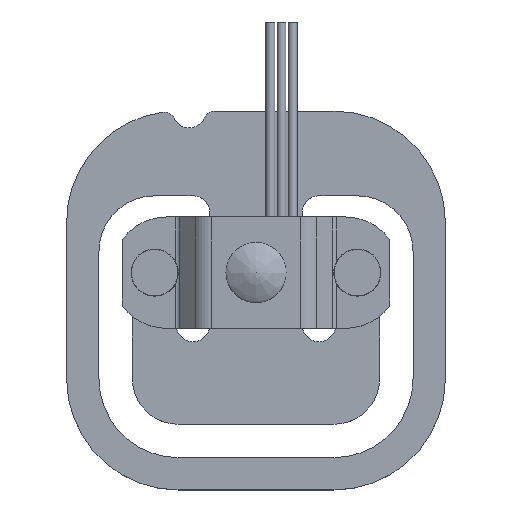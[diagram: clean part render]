
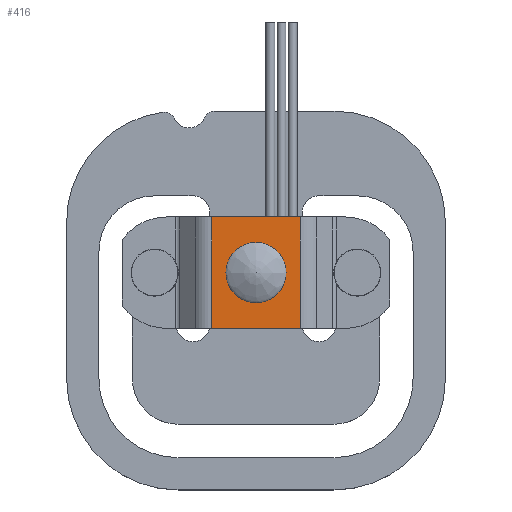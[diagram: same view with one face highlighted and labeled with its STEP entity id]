
A CAD part, top view. The second image highlights one B-rep face of the part: STEP entity #416.
In plain terms, the highlighted face is planar.
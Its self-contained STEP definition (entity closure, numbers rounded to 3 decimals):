
#416=ADVANCED_FACE('',(#797,#798),#799,.F.);
#797=FACE_BOUND('',#1201,.T.);
#798=FACE_OUTER_BOUND('',#1202,.T.);
#799=PLANE('',#1203);
#1201=EDGE_LOOP('',(#2119));
#1202=EDGE_LOOP('',(#2120,#2121,#2122,#2123));
#1203=AXIS2_PLACEMENT_3D('',#2124,#2125,#2126);
#2119=ORIENTED_EDGE('',*,*,#2747,.T.);
#2120=ORIENTED_EDGE('',*,*,#2748,.T.);
#2121=ORIENTED_EDGE('',*,*,#2745,.F.);
#2122=ORIENTED_EDGE('',*,*,#2749,.F.);
#2123=ORIENTED_EDGE('',*,*,#2750,.T.);
#2124=CARTESIAN_POINT('',(0.0,-4.0,5.0));
#2125=DIRECTION('',(0.,1.0,0.0));
#2126=DIRECTION('',(-1.0,0.,0.0));
#2745=EDGE_CURVE('',#3312,#3310,#3314,.T.);
#2747=EDGE_CURVE('',#3316,#3316,#3317,.T.);
#2748=EDGE_CURVE('',#3318,#3310,#3319,.T.);
#2749=EDGE_CURVE('',#3320,#3312,#3321,.T.);
#2750=EDGE_CURVE('',#3320,#3318,#3322,.T.);
#3310=VERTEX_POINT('',#4052);
#3312=VERTEX_POINT('',#4054);
#3314=LINE('',#4056,#4057);
#3316=VERTEX_POINT('',#4059);
#3317=CIRCLE('',#4060,2.7);
#3318=VERTEX_POINT('',#4061);
#3319=LINE('',#4062,#4063);
#3320=VERTEX_POINT('',#4064);
#3321=LINE('',#4065,#4066);
#3322=LINE('',#4067,#4068);
#4052=CARTESIAN_POINT('',(3.972,-4.0,-5.0));
#4054=CARTESIAN_POINT('',(3.972,-4.0,5.0));
#4056=CARTESIAN_POINT('',(3.972,-4.0,5.0));
#4057=VECTOR('',#4638,1.0);
#4059=CARTESIAN_POINT('',(0.0,-4.0,2.7));
#4060=AXIS2_PLACEMENT_3D('',#4639,#4640,#4641);
#4061=CARTESIAN_POINT('',(-3.972,-4.0,-5.0));
#4062=CARTESIAN_POINT('',(0.0,-4.0,-5.0));
#4063=VECTOR('',#4642,1.0);
#4064=CARTESIAN_POINT('',(-3.972,-4.0,5.0));
#4065=CARTESIAN_POINT('',(0.0,-4.0,5.0));
#4066=VECTOR('',#4643,1.0);
#4067=CARTESIAN_POINT('',(-3.972,-4.0,5.0));
#4068=VECTOR('',#4644,1.0);
#4638=DIRECTION('',(0.0,0.0,-1.0));
#4639=CARTESIAN_POINT('',(0.0,-4.0,0.));
#4640=DIRECTION('',(0.0,1.0,0.));
#4641=DIRECTION('',(0.0,0.,1.0));
#4642=DIRECTION('',(1.0,0.,0.0));
#4643=DIRECTION('',(1.0,0.,0.0));
#4644=DIRECTION('',(0.0,0.0,-1.0));
